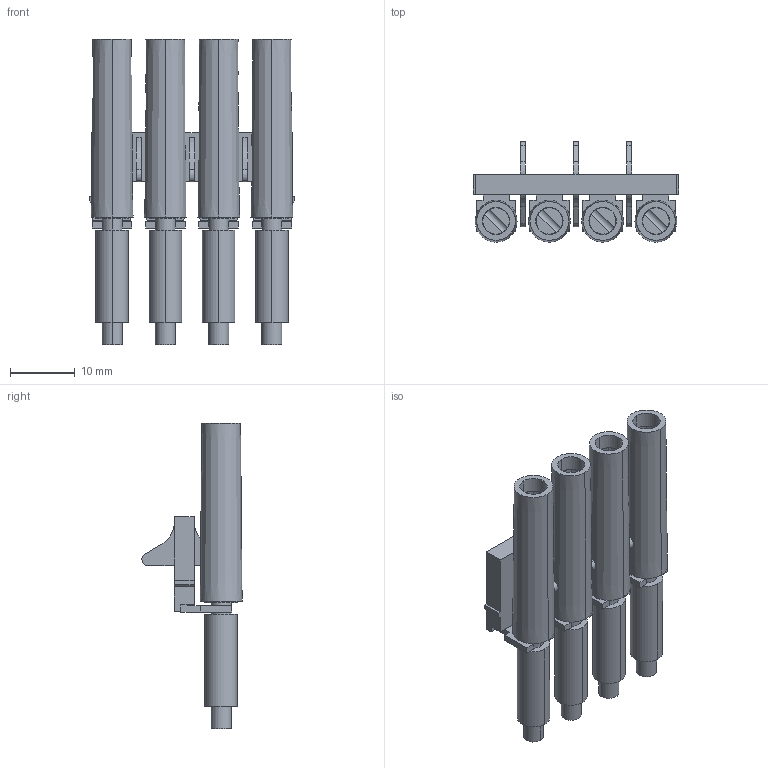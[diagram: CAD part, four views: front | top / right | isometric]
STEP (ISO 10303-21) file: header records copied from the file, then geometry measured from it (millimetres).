
FILE_DESCRIPTION(('Creo Elements/Direct Modeling STEP Export'),'2;1');
FILE_NAME('model.stp','2020-07-30T 0:02:16',(''),(''),'Creo Elements/Direct Modeling STEP processor for AP214 (Solid Model)','Creo Elements/Direct Modeling 20.1A 29-Sep-2018 (C) Parametric Technology GmbH','');
FILE_SCHEMA(('AUTOMOTIVE_DESIGN { 1 0 10303 214 1 1 1 1 }'));
Length unit declared in the file: millimetre
Products named in the file (2): SBP_6_T_4_8-select
Assembly tree (1 placements, depth 2):
  SBP_6_T_4_8-select
    SBP_6_T_4_8-select
Bounding box: 31.7 x 15.42 x 47.1 mm (x, y, z)
Volume: 5134.5 mm3; surface area: 6177.8 mm2
Topology: 1 solids, 1 shells, 235 faces, 655 edges, 442 vertices
Faces by surface type: plane 152, cylinder 67, cone 16
Entity records: 10400 total; most frequent: CARTESIAN_POINT 2795, ORIENTED_EDGE 1310, DIRECTION 1040, EDGE_CURVE 655, VERTEX_POINT 442, VECTOR 434, LINE 434, AXIS2_PLACEMENT_3D 303
